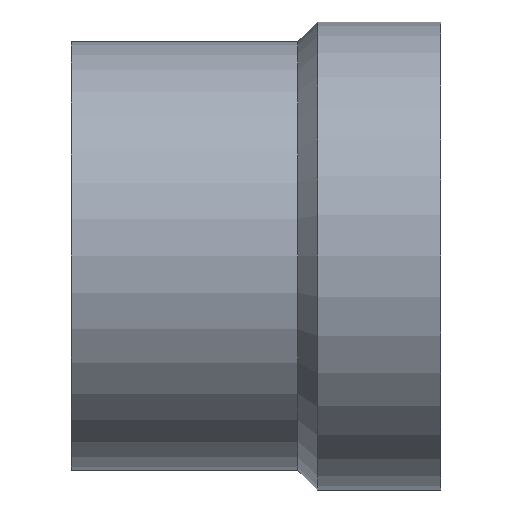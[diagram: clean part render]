
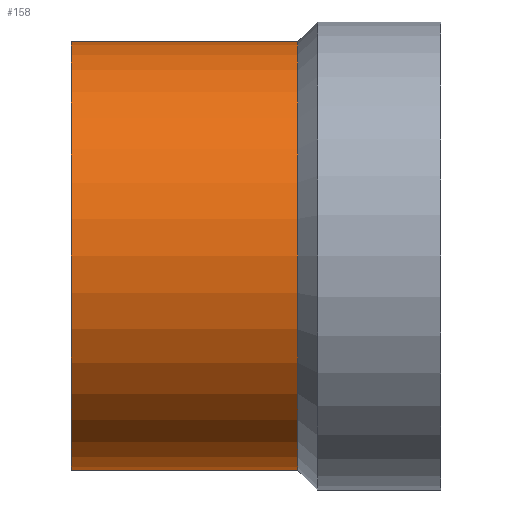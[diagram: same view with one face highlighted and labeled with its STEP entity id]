
A CAD part, front view. The second image highlights one B-rep face of the part: STEP entity #158.
In plain terms, the highlighted cylindrical face has radius 17.4 mm (diameter 34.801 mm), a full revolution.
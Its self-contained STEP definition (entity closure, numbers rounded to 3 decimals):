
#22=CYLINDRICAL_SURFACE('',#185,17.4);
#26=FACE_OUTER_BOUND('',#35,.T.);
#35=EDGE_LOOP('',(#120,#121,#122,#123,#124));
#46=LINE('',#259,#59);
#59=VECTOR('',#212,15.);
#72=CIRCLE('',#182,17.4);
#73=CIRCLE('',#183,17.4);
#75=CIRCLE('',#186,17.4);
#81=VERTEX_POINT('',#251);
#82=VERTEX_POINT('',#253);
#83=VERTEX_POINT('',#258);
#95=EDGE_CURVE('',#81,#82,#72,.T.);
#96=EDGE_CURVE('',#82,#81,#73,.T.);
#98=EDGE_CURVE('',#82,#83,#46,.T.);
#99=EDGE_CURVE('',#83,#83,#75,.T.);
#120=ORIENTED_EDGE('',*,*,#96,.F.);
#121=ORIENTED_EDGE('',*,*,#98,.T.);
#122=ORIENTED_EDGE('',*,*,#99,.T.);
#123=ORIENTED_EDGE('',*,*,#98,.F.);
#124=ORIENTED_EDGE('',*,*,#95,.F.);
#158=ADVANCED_FACE('',(#26),#22,.T.);
#182=AXIS2_PLACEMENT_3D('',#254,#204,#205);
#183=AXIS2_PLACEMENT_3D('',#255,#206,#207);
#185=AXIS2_PLACEMENT_3D('',#257,#210,#211);
#186=AXIS2_PLACEMENT_3D('',#260,#213,#214);
#204=DIRECTION('center_axis',(1.,0.,0.));
#205=DIRECTION('ref_axis',(0.,1.,0.));
#206=DIRECTION('center_axis',(1.,0.,0.));
#207=DIRECTION('ref_axis',(0.,1.,0.));
#210=DIRECTION('center_axis',(1.,0.,0.));
#211=DIRECTION('ref_axis',(0.,1.,0.));
#212=DIRECTION('',(-1.,0.,0.));
#213=DIRECTION('center_axis',(1.,0.,0.));
#214=DIRECTION('ref_axis',(0.,1.,0.));
#251=CARTESIAN_POINT('',(18.4,17.4,0.));
#253=CARTESIAN_POINT('',(18.4,-17.4,0.));
#254=CARTESIAN_POINT('Origin',(18.4,0.,0.));
#255=CARTESIAN_POINT('Origin',(18.4,0.,0.));
#257=CARTESIAN_POINT('Origin',(10.,0.,0.));
#258=CARTESIAN_POINT('',(0.,-17.4,0.));
#259=CARTESIAN_POINT('',(10.,-17.4,0.));
#260=CARTESIAN_POINT('Origin',(0.,0.,0.));
